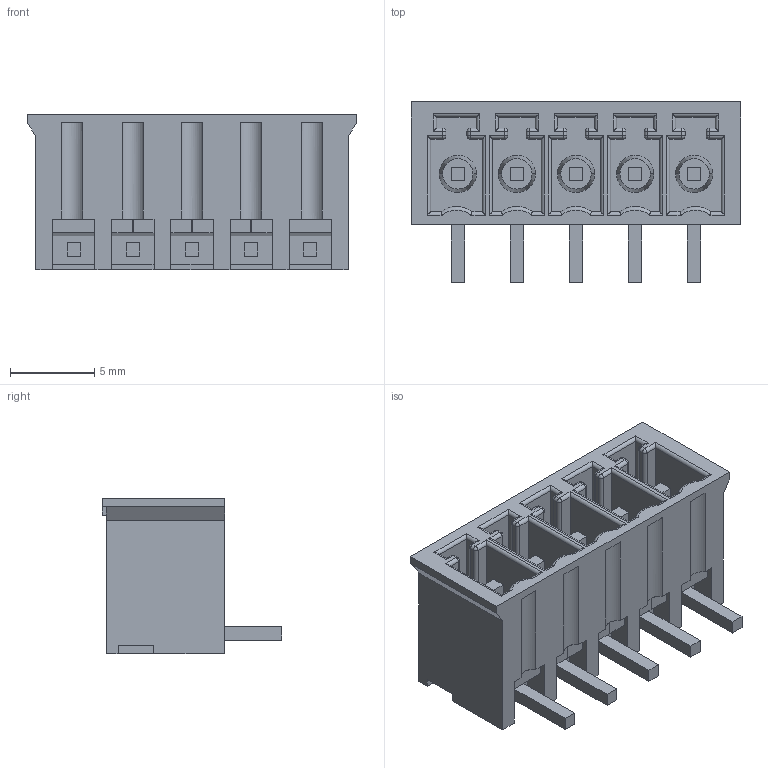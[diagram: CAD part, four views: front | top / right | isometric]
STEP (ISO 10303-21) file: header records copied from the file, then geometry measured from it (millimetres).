
FILE_DESCRIPTION((''),'2;1');
FILE_NAME('C-284512-5','2008-09-03T',('workeradm'),('Tyco Electronics Corporation'),'PRO/ENGINEER BY PARAMETRIC TECHNOLOGY CORPORATION, 2005450','PRO/ENGINEER BY PARAMETRIC TECHNOLOGY CORPORATION, 2005450','');
FILE_SCHEMA(('CONFIG_CONTROL_DESIGN', 'GEOMETRIC_VALIDATION_PROPERTIES_MIM'));
Length unit declared in the file: millimetre
Products named in the file (1): C-284512-5
Bounding box: 19.5 x 10.65 x 9.2 mm (x, y, z)
Volume: 642.3 mm3; surface area: 1682.6 mm2
Topology: 1 solids, 1 shells, 427 faces, 1051 edges, 646 vertices
Faces by surface type: plane 242, cylinder 140, sphere 30, cone 10, torus 5
Entity records: 12877 total; most frequent: CARTESIAN_POINT 2726, ORIENTED_EDGE 2102, DIRECTION 2012, EDGE_CURVE 1051, VECTOR 798, LINE 798, VERTEX_POINT 646, AXIS2_PLACEMENT_3D 607
